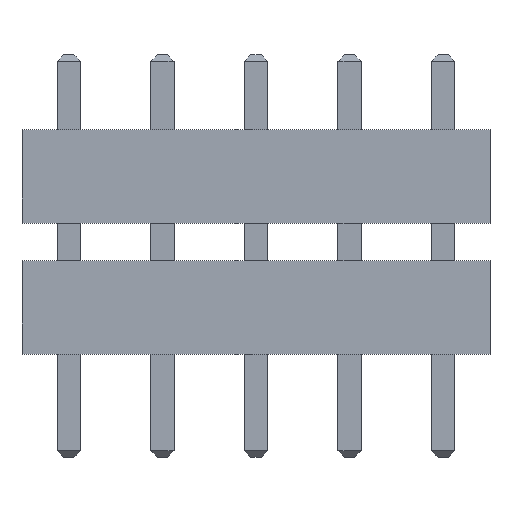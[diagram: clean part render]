
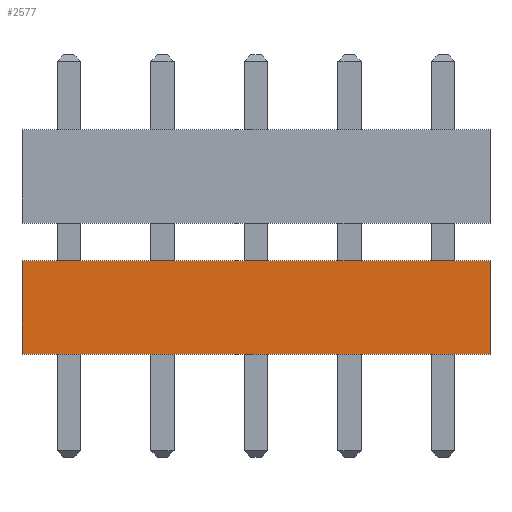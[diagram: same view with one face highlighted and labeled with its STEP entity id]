
A CAD part, top view. The second image highlights one B-rep face of the part: STEP entity #2577.
In plain terms, the highlighted planar face has unit normal (0, 0, 1).
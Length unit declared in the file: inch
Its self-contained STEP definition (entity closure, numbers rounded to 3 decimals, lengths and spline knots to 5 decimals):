
#49=ORIENTED_EDGE('',*,*,#776,.T.);
#50=ORIENTED_EDGE('',*,*,#784,.F.);
#51=ORIENTED_EDGE('',*,*,#785,.F.);
#52=ORIENTED_EDGE('',*,*,#779,.T.);
#776=EDGE_CURVE('',#1142,#1144,#1376,.T.);
#779=EDGE_CURVE('',#1147,#1142,#1379,.T.);
#784=EDGE_CURVE('',#1151,#1144,#1384,.T.);
#785=EDGE_CURVE('',#1147,#1151,#1385,.T.);
#1142=VERTEX_POINT('',#3563);
#1144=VERTEX_POINT('',#3567);
#1147=VERTEX_POINT('',#3575);
#1151=VERTEX_POINT('',#3585);
#1376=LINE('',#3568,#1744);
#1379=LINE('',#3574,#1747);
#1384=LINE('',#3584,#1752);
#1385=LINE('',#3586,#1753);
#1744=VECTOR('',#2906,39.37008);
#1747=VECTOR('',#2911,39.37008);
#1752=VECTOR('',#2918,39.37008);
#1753=VECTOR('',#2919,39.37008);
#2111=EDGE_LOOP('',(#49,#50,#51,#52));
#2273=FACE_BOUND('',#2111,.T.);
#2435=PLANE('',#2756);
#2577=ADVANCED_FACE('',(#2273),#2435,.F.);
#2756=AXIS2_PLACEMENT_3D('',#3583,#2916,#2917);
#2906=DIRECTION('',(1.,0.,0.));
#2911=DIRECTION('',(0.,-1.,0.));
#2916=DIRECTION('',(0.,0.,-1.));
#2917=DIRECTION('',(-1.,0.,0.));
#2918=DIRECTION('',(0.,-1.,0.));
#2919=DIRECTION('',(1.,0.,0.));
#3563=CARTESIAN_POINT('',(-0.25,0.,0.05));
#3567=CARTESIAN_POINT('',(0.25,0.,0.05));
#3568=CARTESIAN_POINT('',(-0.25,0.,0.05));
#3574=CARTESIAN_POINT('',(-0.25,0.1,0.05));
#3575=CARTESIAN_POINT('',(-0.25,0.1,0.05));
#3583=CARTESIAN_POINT('',(-0.25,0.1,0.05));
#3584=CARTESIAN_POINT('',(0.25,0.1,0.05));
#3585=CARTESIAN_POINT('',(0.25,0.1,0.05));
#3586=CARTESIAN_POINT('',(-0.25,0.1,0.05));
